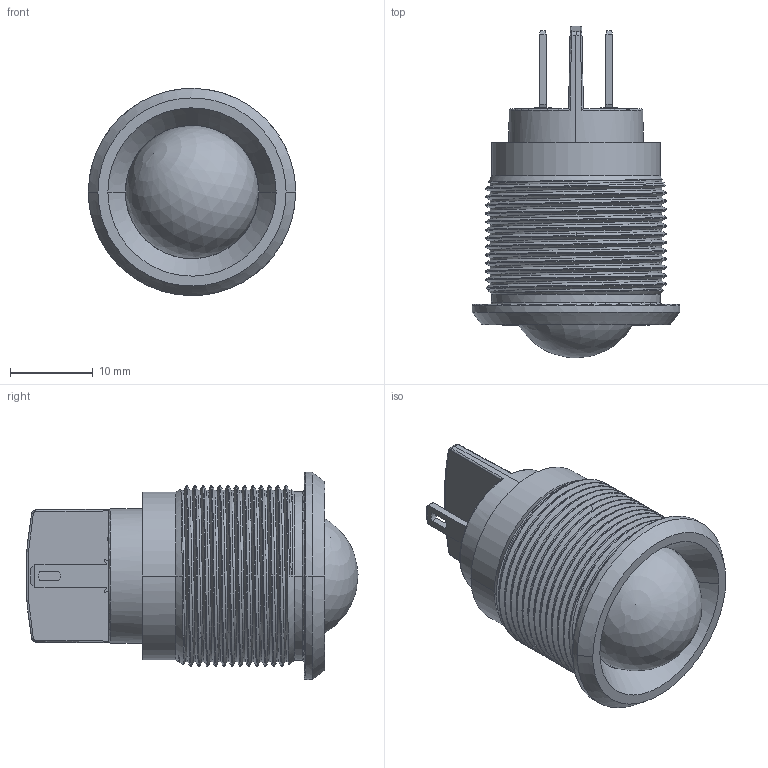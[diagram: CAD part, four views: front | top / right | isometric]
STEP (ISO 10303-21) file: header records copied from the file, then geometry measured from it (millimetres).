
FILE_DESCRIPTION(/* description */ (''),/* implementation_level */ '2;1');
FILE_NAME(/* name */ 'PVL22DLxxx.stp',/* time_stamp */ '2024-12-16T16:07:21-06:00',/* author */ ('jsteinblock'),/* organization */ (''),/* preprocessor_version */ 'ST-DEVELOPER v20',/* originating_system */ 'Autodesk Inventor 2022',/* authorisation */ '');
FILE_SCHEMA (('AUTOMOTIVE_DESIGN { 1 0 10303 214 3 1 1 }'));
Length unit declared in the file: inch
Products named in the file (1): PVL22DLxxx
Bounding box: 25 x 40.07 x 25 mm (x, y, z)
Volume: 2472.9 mm3; surface area: 7290.8 mm2
Topology: 3 solids, 3 shells, 210 faces, 550 edges, 354 vertices
Faces by surface type: bspline 111, plane 91, torus 5, sphere 2, cylinder 1
Entity records: 27063 total; most frequent: CARTESIAN_POINT 22478, ORIENTED_EDGE 1096, DIRECTION 638, EDGE_CURVE 548, VERTEX_POINT 354, LINE 306, VECTOR 306, EDGE_LOOP 234
